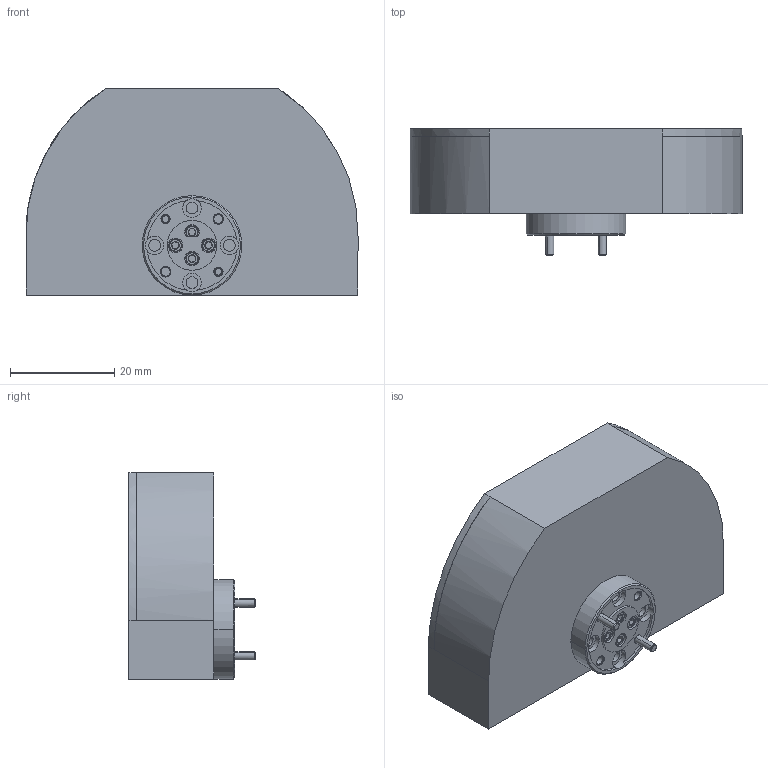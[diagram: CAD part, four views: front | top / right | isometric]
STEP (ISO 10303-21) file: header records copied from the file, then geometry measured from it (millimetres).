
FILE_DESCRIPTION (( 'STEP AP203' ), '1' );
FILE_NAME ('AE-W13-15-110.STEP', '2024-11-01T18:42:25', ( '' ), ( '' ), 'SwSTEP 2.0', 'SolidWorks 2021', '' );
FILE_SCHEMA (( 'CONFIG_CONTROL_DESIGN' ));
Length unit declared in the file: inch
Products named in the file (1): AE-W13-15-110
Bounding box: 63.59 x 24.21 x 39.49 mm (x, y, z)
Volume: 37668.8 mm3; surface area: 9222.8 mm2
Topology: 2 solids, 10 shells, 457 faces, 1069 edges, 662 vertices
Faces by surface type: cylinder 223, plane 115, cone 109, bspline 10
Entity records: 17928 total; most frequent: CARTESIAN_POINT 8120, ORIENTED_EDGE 2122, DIRECTION 1963, EDGE_CURVE 1061, AXIS2_PLACEMENT_3D 783, VERTEX_POINT 660, EDGE_LOOP 505, ADVANCED_FACE 456
